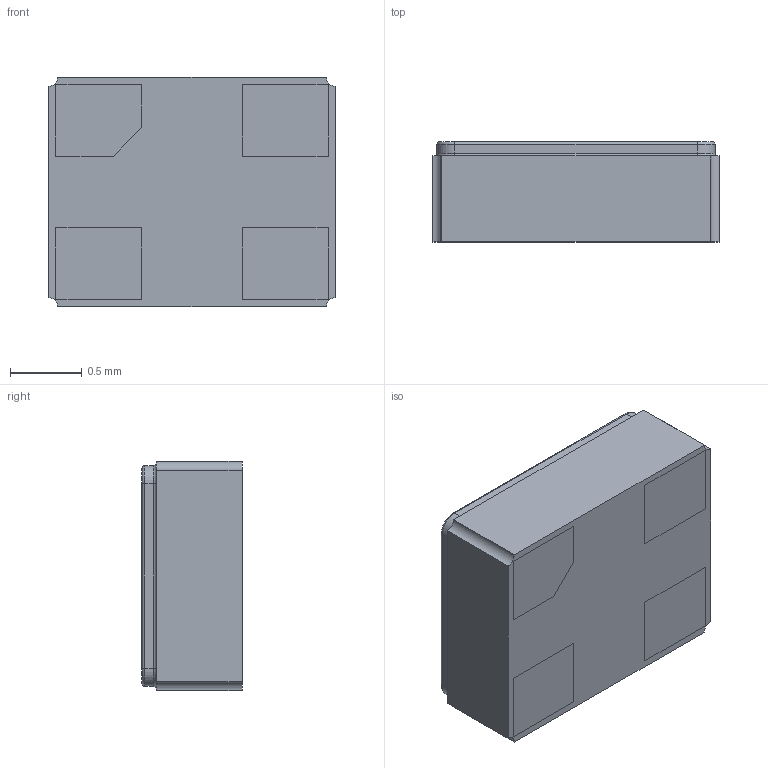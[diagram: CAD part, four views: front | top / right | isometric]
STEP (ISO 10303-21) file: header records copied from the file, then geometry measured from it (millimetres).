
FILE_DESCRIPTION (( 'STEP AP214' ), '1' );
FILE_NAME ('ASA-16.000MHZ-L-T.STEP', '2023-02-16T07:49:14', ( '' ), ( '' ), 'SwSTEP 2.0', 'SolidWorks 2022', '' );
FILE_SCHEMA (( 'AUTOMOTIVE_DESIGN' ));
Length unit declared in the file: millimetre
Products named in the file (1): ASA-16.000MHZ-L-T
Bounding box: 2 x 0.7 x 1.6 mm (x, y, z)
Surface area: 11.2 mm2 (no closed solid volume)
Topology: 0 solids, 76 shells, 76 faces, 400 edges, 400 vertices
Faces by surface type: plane 44, cylinder 16, torus 8, bspline 8
Entity records: 4581 total; most frequent: CARTESIAN_POINT 1560, DIRECTION 572, VERTEX_POINT 400, EDGE_CURVE 400, ORIENTED_EDGE 400, LINE 274, VECTOR 274, AXIS2_PLACEMENT_3D 149
